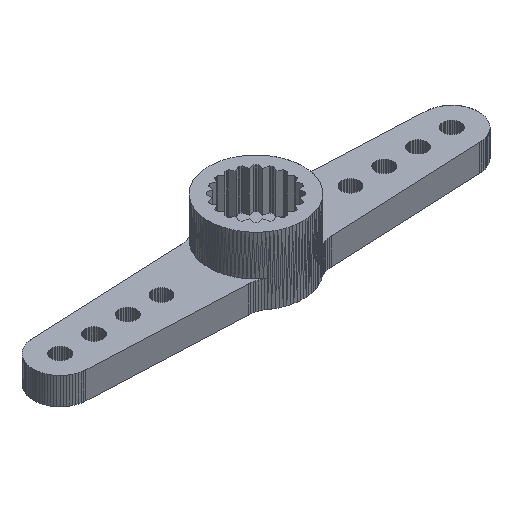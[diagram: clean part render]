
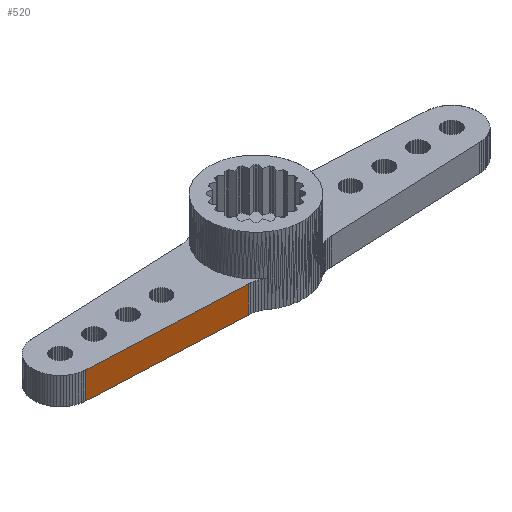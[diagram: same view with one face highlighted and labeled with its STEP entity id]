
A CAD part, isometric view. The second image highlights one B-rep face of the part: STEP entity #520.
In plain terms, the highlighted planar face has unit normal (-0.044, -0.999, 0).
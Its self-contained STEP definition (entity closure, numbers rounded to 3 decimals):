
#520=ADVANCED_FACE('',(#4205),#4207,.T.);
#4205=FACE_BOUND('',#4206,.T.);
#4206=EDGE_LOOP('',(#10221,#10222,#10223,#10224));
#4207=PLANE('',#4208);
#4208=AXIS2_PLACEMENT_3D('',#4209,#4210,#4211);
#4209=CARTESIAN_POINT('',(-3.075,-2.502,2.));
#4210=DIRECTION('',(-0.044,-0.999,0.));
#4211=DIRECTION('',(-0.999,0.044,0.));
#10221=ORIENTED_EDGE('',*,*,#14183,.T.);
#10222=ORIENTED_EDGE('',*,*,#14184,.T.);
#10223=ORIENTED_EDGE('',*,*,#13448,.T.);
#10224=ORIENTED_EDGE('',*,*,#14182,.F.);
#13448=EDGE_CURVE('',#16668,#16666,#16669,.T.);
#14182=EDGE_CURVE('',#17919,#16666,#17921,.T.);
#14183=EDGE_CURVE('',#17919,#17922,#17923,.T.);
#14184=EDGE_CURVE('',#17922,#16668,#17924,.T.);
#16666=VERTEX_POINT('',#22679);
#16668=VERTEX_POINT('',#22683);
#16669=LINE('',#22684,#22685);
#17919=VERTEX_POINT('',#25400);
#17921=LINE('',#25404,#25405);
#17922=VERTEX_POINT('',#25407);
#17923=LINE('',#25408,#25409);
#17924=LINE('',#25411,#25412);
#22679=CARTESIAN_POINT('',(-3.075,-2.502,0.));
#22683=CARTESIAN_POINT('',(-14.587,-1.998,0.));
#22684=CARTESIAN_POINT('',(-14.587,-1.998,0.));
#22685=VECTOR('',#22686,1.);
#22686=DIRECTION('',(0.999,-0.044,0.));
#25400=CARTESIAN_POINT('',(-3.075,-2.502,2.));
#25404=CARTESIAN_POINT('',(-3.075,-2.502,2.));
#25405=VECTOR('',#25406,1.);
#25406=DIRECTION('',(0.,0.,-1.));
#25407=CARTESIAN_POINT('',(-14.587,-1.998,2.));
#25408=CARTESIAN_POINT('',(-3.075,-2.502,2.));
#25409=VECTOR('',#25410,1.);
#25410=DIRECTION('',(-0.999,0.044,0.));
#25411=CARTESIAN_POINT('',(-14.587,-1.998,2.));
#25412=VECTOR('',#25413,1.);
#25413=DIRECTION('',(0.,0.,-1.));
